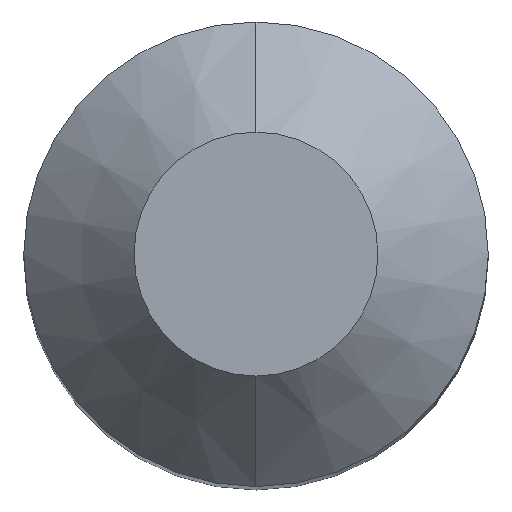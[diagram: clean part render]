
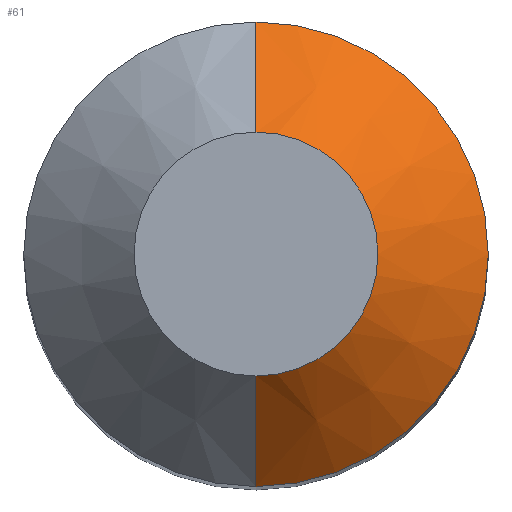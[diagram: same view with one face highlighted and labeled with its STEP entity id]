
A CAD part, top view. The second image highlights one B-rep face of the part: STEP entity #61.
In plain terms, the highlighted conical face has half-angle 45 degrees and reference radius 3.05 mm.
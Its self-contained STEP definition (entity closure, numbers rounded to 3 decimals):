
#61=ADVANCED_FACE('',(#135),#136,.T.);
#135=FACE_OUTER_BOUND('',#222,.T.);
#136=CONICAL_SURFACE('',#223,3.05,0.785);
#222=EDGE_LOOP('',(#317,#318,#319,#320));
#223=AXIS2_PLACEMENT_3D('',#321,#322,#323);
#317=ORIENTED_EDGE('',*,*,#468,.F.);
#318=ORIENTED_EDGE('',*,*,#469,.T.);
#319=ORIENTED_EDGE('',*,*,#470,.F.);
#320=ORIENTED_EDGE('',*,*,#465,.F.);
#321=CARTESIAN_POINT('',(0.,0.0,35.05));
#322=DIRECTION('',(0.,-0.0,-1.0));
#323=DIRECTION('',(0.0,1.0,0.0));
#465=EDGE_CURVE('',#551,#553,#554,.T.);
#468=EDGE_CURVE('',#557,#551,#558,.T.);
#469=EDGE_CURVE('',#557,#559,#560,.T.);
#470=EDGE_CURVE('',#553,#559,#561,.T.);
#551=VERTEX_POINT('',#636);
#553=VERTEX_POINT('',#639);
#554=CIRCLE('',#640,4.0);
#557=VERTEX_POINT('',#644);
#558=LINE('',#645,#646);
#559=VERTEX_POINT('',#647);
#560=CIRCLE('',#648,2.1);
#561=LINE('',#649,#650);
#636=CARTESIAN_POINT('',(0.,4.0,34.1));
#639=CARTESIAN_POINT('',(0.,-4.0,34.1));
#640=AXIS2_PLACEMENT_3D('',#725,#726,#727);
#644=CARTESIAN_POINT('',(0.,2.1,36.0));
#645=CARTESIAN_POINT('',(0.,3.05,35.05));
#646=VECTOR('',#729,1.0);
#647=CARTESIAN_POINT('',(0.,-2.1,36.0));
#648=AXIS2_PLACEMENT_3D('',#730,#731,#732);
#649=CARTESIAN_POINT('',(0.,-3.05,35.05));
#650=VECTOR('',#733,1.0);
#725=CARTESIAN_POINT('',(0.,0.0,34.1));
#726=DIRECTION('',(0.,0.0,-1.0));
#727=DIRECTION('',(0.0,1.0,0.0));
#729=DIRECTION('',(0.,0.707,-0.707));
#730=CARTESIAN_POINT('',(0.,0.0,36.0));
#731=DIRECTION('',(0.,0.0,-1.0));
#732=DIRECTION('',(0.0,1.0,0.0));
#733=DIRECTION('',(0.,0.707,0.707));
